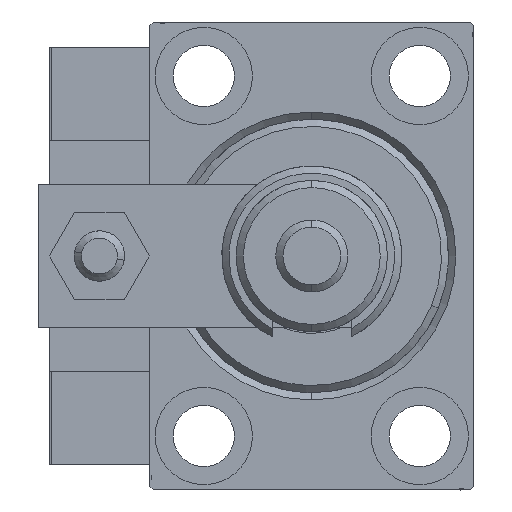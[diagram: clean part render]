
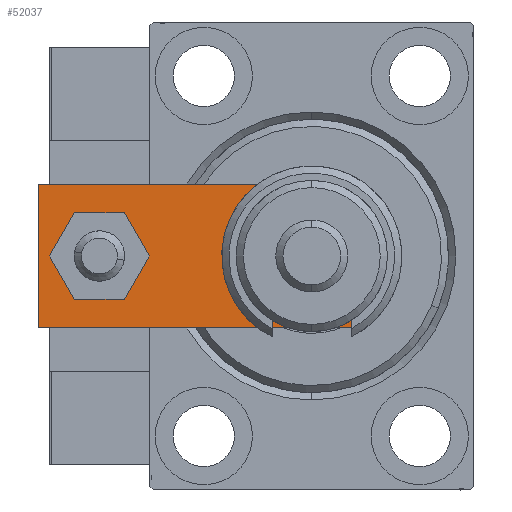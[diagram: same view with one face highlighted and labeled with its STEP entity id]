
A CAD part, left-side view. The second image highlights one B-rep face of the part: STEP entity #52037.
In plain terms, the highlighted face is planar.
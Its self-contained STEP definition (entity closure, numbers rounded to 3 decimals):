
#944 = LINE ( 'NONE', #17004, #29022 ) ;
#1184 = CARTESIAN_POINT ( 'NONE',  ( 0., 0., 6. ) ) ;
#1197 = CARTESIAN_POINT ( 'NONE',  ( 10., 48., 6. ) ) ;
#2096 = ORIENTED_EDGE ( 'NONE', *, *, #19908, .T. ) ;
#2271 = VERTEX_POINT ( 'NONE', #30811 ) ;
#2649 = CARTESIAN_POINT ( 'NONE',  ( -10., 48., 6. ) ) ;
#2756 = AXIS2_PLACEMENT_3D ( 'NONE', #46226, #34180, #49727 ) ;
#3091 = CARTESIAN_POINT ( 'NONE',  ( -10., 48., 6. ) ) ;
#3643 = ORIENTED_EDGE ( 'NONE', *, *, #46919, .T. ) ;
#4136 = CARTESIAN_POINT ( 'NONE',  ( -10., 4.24, 6. ) ) ;
#4222 = DIRECTION ( 'NONE',  ( 0., 0., 1. ) ) ;
#4716 = CARTESIAN_POINT ( 'NONE',  ( 10., 0., 6. ) ) ;
#5440 = AXIS2_PLACEMENT_3D ( 'NONE', #1184, #49921, #29555 ) ;
#5531 = CARTESIAN_POINT ( 'NONE',  ( 7.25, 10., 6. ) ) ;
#6385 = CIRCLE ( 'NONE', #31182, 4. ) ;
#7301 = EDGE_CURVE ( 'NONE', #17256, #51659, #30029, .T. ) ;
#8658 = EDGE_LOOP ( 'NONE', ( #49420, #15432 ) ) ;
#9328 = EDGE_CURVE ( 'NONE', #21835, #2271, #26660, .T. ) ;
#9427 = VERTEX_POINT ( 'NONE', #25374 ) ;
#9749 = DIRECTION ( 'NONE',  ( 0., 0., 1. ) ) ;
#10381 = CARTESIAN_POINT ( 'NONE',  ( 0., 10., 6. ) ) ;
#11708 = VERTEX_POINT ( 'NONE', #27066 ) ;
#11899 = DIRECTION ( 'NONE',  ( 0., -1., 0. ) ) ;
#12450 = ORIENTED_EDGE ( 'NONE', *, *, #29068, .T. ) ;
#13185 = ORIENTED_EDGE ( 'NONE', *, *, #24737, .T. ) ;
#13229 = FACE_OUTER_BOUND ( 'NONE', #14212, .T. ) ;
#14212 = EDGE_LOOP ( 'NONE', ( #19133, #45139, #2096, #13185, #12450, #3643 ) ) ;
#15432 = ORIENTED_EDGE ( 'NONE', *, *, #9328, .F. ) ;
#17004 = CARTESIAN_POINT ( 'NONE',  ( -10., 0., 6. ) ) ;
#17256 = VERTEX_POINT ( 'NONE', #20016 ) ;
#18068 = AXIS2_PLACEMENT_3D ( 'NONE', #10381, #34494, #34759 ) ;
#18151 = VECTOR ( 'NONE', #11899, 1000. ) ;
#19133 = ORIENTED_EDGE ( 'NONE', *, *, #29255, .T. ) ;
#19908 = EDGE_CURVE ( 'NONE', #9427, #50778, #944, .T. ) ;
#20016 = CARTESIAN_POINT ( 'NONE',  ( -7.25, 10., 6. ) ) ;
#20826 = CARTESIAN_POINT ( 'NONE',  ( 0., 10., 6. ) ) ;
#21351 = DIRECTION ( 'NONE',  ( 0.707, -0.707, 0. ) ) ;
#21835 = VERTEX_POINT ( 'NONE', #30036 ) ;
#24737 = EDGE_CURVE ( 'NONE', #50778, #11708, #41855, .T. ) ;
#25374 = CARTESIAN_POINT ( 'NONE',  ( -5.76, 0., 6. ) ) ;
#25382 = AXIS2_PLACEMENT_3D ( 'NONE', #20826, #4222, #45179 ) ;
#26660 = CIRCLE ( 'NONE', #2756, 4. ) ;
#27066 = CARTESIAN_POINT ( 'NONE',  ( 10., 4.24, 6. ) ) ;
#28330 = ORIENTED_EDGE ( 'NONE', *, *, #7301, .F. ) ;
#28647 = VECTOR ( 'NONE', #21351, 1000. ) ;
#29022 = VECTOR ( 'NONE', #42683, 1000. ) ;
#29068 = EDGE_CURVE ( 'NONE', #11708, #33708, #33621, .T. ) ;
#29255 = EDGE_CURVE ( 'NONE', #29830, #45241, #48579, .T. ) ;
#29555 = DIRECTION ( 'NONE',  ( 1., 0., 0. ) ) ;
#29830 = VERTEX_POINT ( 'NONE', #2649 ) ;
#30029 = CIRCLE ( 'NONE', #18068, 7.25 ) ;
#30036 = CARTESIAN_POINT ( 'NONE',  ( 4., 39.5, 6. ) ) ;
#30811 = CARTESIAN_POINT ( 'NONE',  ( -4., 39.5, 6. ) ) ;
#31182 = AXIS2_PLACEMENT_3D ( 'NONE', #34904, #9749, #42405 ) ;
#31797 = VECTOR ( 'NONE', #49922, 1000. ) ;
#33293 = FACE_BOUND ( 'NONE', #8658, .T. ) ;
#33570 = FACE_BOUND ( 'NONE', #42579, .T. ) ;
#33571 = CARTESIAN_POINT ( 'NONE',  ( 2.88, -2.88, 6. ) ) ;
#33621 = LINE ( 'NONE', #4716, #42940 ) ;
#33708 = VERTEX_POINT ( 'NONE', #1197 ) ;
#33851 = EDGE_CURVE ( 'NONE', #2271, #21835, #6385, .T. ) ;
#34180 = DIRECTION ( 'NONE',  ( 0., 0., 1. ) ) ;
#34494 = DIRECTION ( 'NONE',  ( 0., 0., 1. ) ) ;
#34669 = EDGE_CURVE ( 'NONE', #45241, #9427, #37670, .T. ) ;
#34759 = DIRECTION ( 'NONE',  ( 1., 0., 0. ) ) ;
#34904 = CARTESIAN_POINT ( 'NONE',  ( 0., 39.5, 6. ) ) ;
#37670 = LINE ( 'NONE', #45706, #28647 ) ;
#38808 = EDGE_CURVE ( 'NONE', #51659, #17256, #44204, .T. ) ;
#40947 = CARTESIAN_POINT ( 'NONE',  ( 10., 48., 6. ) ) ;
#41118 = DIRECTION ( 'NONE',  ( 0., 1., 0. ) ) ;
#41855 = LINE ( 'NONE', #33571, #31797 ) ;
#42405 = DIRECTION ( 'NONE',  ( 1., 0., 0. ) ) ;
#42579 = EDGE_LOOP ( 'NONE', ( #28330, #45743 ) ) ;
#42683 = DIRECTION ( 'NONE',  ( 1., 0., 0. ) ) ;
#42940 = VECTOR ( 'NONE', #41118, 1000. ) ;
#44204 = CIRCLE ( 'NONE', #25382, 7.25 ) ;
#44969 = DIRECTION ( 'NONE',  ( -1., 0., 0. ) ) ;
#45139 = ORIENTED_EDGE ( 'NONE', *, *, #34669, .T. ) ;
#45179 = DIRECTION ( 'NONE',  ( 1., 0., 0. ) ) ;
#45241 = VERTEX_POINT ( 'NONE', #4136 ) ;
#45401 = CARTESIAN_POINT ( 'NONE',  ( 5.76, 0., 6. ) ) ;
#45706 = CARTESIAN_POINT ( 'NONE',  ( -2.88, -2.88, 6. ) ) ;
#45743 = ORIENTED_EDGE ( 'NONE', *, *, #38808, .F. ) ;
#46148 = PLANE ( 'NONE',  #5440 ) ;
#46226 = CARTESIAN_POINT ( 'NONE',  ( 0., 39.5, 6. ) ) ;
#46919 = EDGE_CURVE ( 'NONE', #33708, #29830, #49265, .T. ) ;
#48579 = LINE ( 'NONE', #3091, #18151 ) ;
#48844 = VECTOR ( 'NONE', #44969, 1000. ) ;
#49265 = LINE ( 'NONE', #40947, #48844 ) ;
#49420 = ORIENTED_EDGE ( 'NONE', *, *, #33851, .F. ) ;
#49727 = DIRECTION ( 'NONE',  ( 1., 0., 0. ) ) ;
#49921 = DIRECTION ( 'NONE',  ( 0., 0., 1. ) ) ;
#49922 = DIRECTION ( 'NONE',  ( 0.707, 0.707, 0. ) ) ;
#50778 = VERTEX_POINT ( 'NONE', #45401 ) ;
#51659 = VERTEX_POINT ( 'NONE', #5531 ) ;
#52037 = ADVANCED_FACE ( 'NONE', ( #33293, #13229, #33570 ), #46148, .T. ) ;
